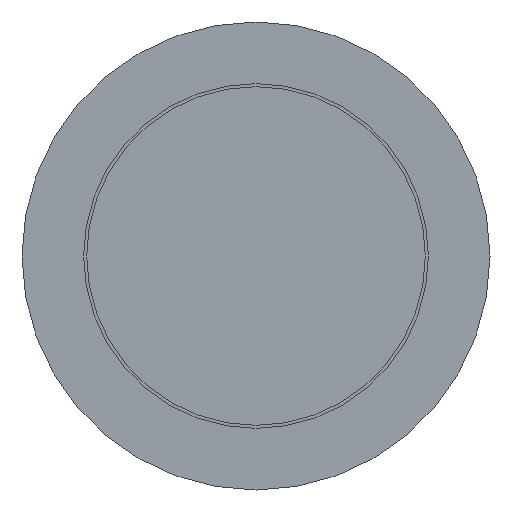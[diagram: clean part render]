
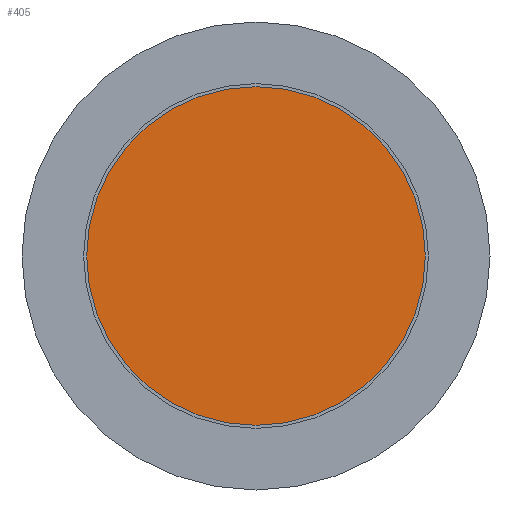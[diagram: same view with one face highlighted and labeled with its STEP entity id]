
A CAD part, front view. The second image highlights one B-rep face of the part: STEP entity #405.
In plain terms, the highlighted planar face has unit normal (0, -1, 0).
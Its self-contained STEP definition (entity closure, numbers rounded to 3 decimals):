
#1 = PLANE ( 'NONE',  #438 ) ;
#45 = EDGE_CURVE ( 'NONE', #268, #268, #145, .T. ) ;
#107 = FACE_OUTER_BOUND ( 'NONE', #547, .T. ) ;
#145 = CIRCLE ( 'NONE', #216, 13.75 ) ;
#167 = DIRECTION ( 'NONE',  ( 0., -1., 0. ) ) ;
#216 = AXIS2_PLACEMENT_3D ( 'NONE', #511, #167, #252 ) ;
#252 = DIRECTION ( 'NONE',  ( 0., 0., -1. ) ) ;
#268 = VERTEX_POINT ( 'NONE', #313 ) ;
#313 = CARTESIAN_POINT ( 'NONE',  ( 0., 0., -13.75 ) ) ;
#386 = DIRECTION ( 'NONE',  ( 0., 0., 1. ) ) ;
#405 = ADVANCED_FACE ( 'NONE', ( #107 ), #1, .F. ) ;
#408 = ORIENTED_EDGE ( 'NONE', *, *, #45, .T. ) ;
#438 = AXIS2_PLACEMENT_3D ( 'NONE', #514, #473, #386 ) ;
#473 = DIRECTION ( 'NONE',  ( 0., 1., 0. ) ) ;
#511 = CARTESIAN_POINT ( 'NONE',  ( 0., 0., 0. ) ) ;
#514 = CARTESIAN_POINT ( 'NONE',  ( -13.75, 0., 0. ) ) ;
#547 = EDGE_LOOP ( 'NONE', ( #408 ) ) ;
